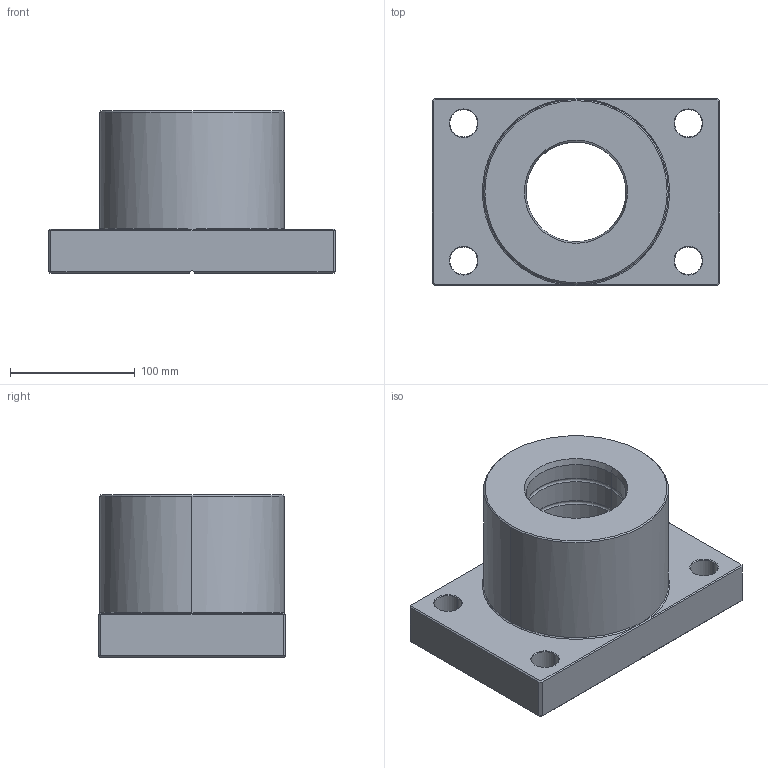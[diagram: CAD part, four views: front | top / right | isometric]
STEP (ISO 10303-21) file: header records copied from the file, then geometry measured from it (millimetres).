
FILE_DESCRIPTION (( 'STEP AP214' ), '1' );
FILE_NAME ('SBZ-D80.step', '2021-09-18T09:14:12', ( 'User' ), ( 'china' ), 'SwSTEP 2.0', 'SolidWorks 2016', '' );
FILE_SCHEMA (( 'AUTOMOTIVE_DESIGN' ));
Length unit declared in the file: millimetre
Products named in the file (1): SBZ-D80
Bounding box: 230 x 150 x 130 mm (x, y, z)
Volume: 2130078 mm3; surface area: 167800.3 mm2
Topology: 1 solids, 1 shells, 113 faces, 271 edges, 157 vertices
Faces by surface type: plane 41, cylinder 34, cone 21, torus 13, bspline 4
Entity records: 3422 total; most frequent: CARTESIAN_POINT 744, DIRECTION 584, ORIENTED_EDGE 534, EDGE_CURVE 267, AXIS2_PLACEMENT_3D 219, VERTEX_POINT 157, VECTOR 146, LINE 146
